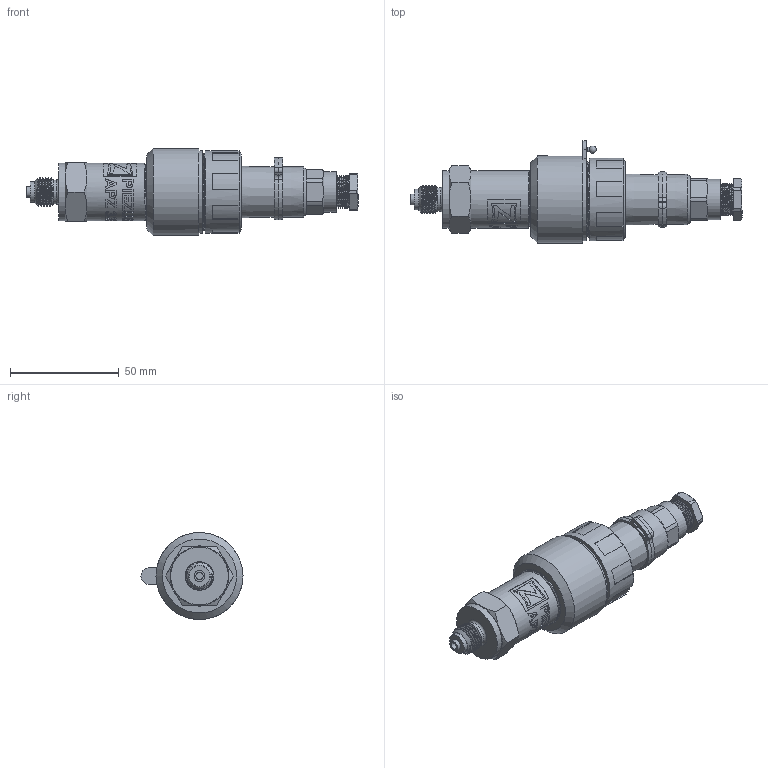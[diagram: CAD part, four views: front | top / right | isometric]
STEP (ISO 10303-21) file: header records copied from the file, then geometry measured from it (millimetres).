
FILE_DESCRIPTION(/* description */ (''),/* implementation_level */ '2;1');
FILE_NAME(/* name */ 'APZ3230_8_Buccaneer.step',/* time_stamp */ '2021-06-25T12:06:52+03:00',/* author */ (''),/* organization */ (''),/* preprocessor_version */ 'ST-DEVELOPER v18.1',/* originating_system */ 'Autodesk Translation Framework v10.9.0.1377',/* authorisation */ '');
FILE_SCHEMA (('AUTOMOTIVE_DESIGN { 1 0 10303 214 3 1 1 }'));
Products named in the file (9): АПЗ 3420 в.2; G 1/4 EN; Bucaneer assembly v5; Bucaneer male v11; px0735-p; px0735-p_1; Bucaneer female v5; px0736-s; px0736-s_2
Assembly tree (8 placements, depth 5):
  АПЗ 3420 в.2
    G 1/4 EN
    Bucaneer assembly v5
      Bucaneer male v11
        px0735-p
          px0735-p_1
      Bucaneer female v5
        px0736-s
          px0736-s_2
Bounding box: 152.59 x 46.89 x 40 mm (x, y, z)
Volume: 75561.8 mm3; surface area: 47811.4 mm2
Topology: 13 solids, 17 shells, 1683 faces, 4646 edges, 3056 vertices
Faces by surface type: plane 1012, bspline 299, cylinder 224, cone 123, torus 14, sphere 11
Full cylindrical faces by diameter (mm): 2.03 x1, 2.413 x4, 2.439 x6, 2.459 x2, 2.464 x2, 2.87 x4, 3 x4, 3.3 x1, 3.302 x6, 3.734 x2, 4.1 x6, 4.19 x2, 4.47 x2, 5 x1, 8.255 x1, 9.5 x1, 9.53 x2, 11 x1, 11.445 x4, 11.938 x1, 12.09 x1, 13.716 x1, 13.741 x5, 14.021 x1, 14.884 x6, 15.062 x9, 16.61 x1, 17 x1, 18 x1, 18.42 x1
Entity records: 88924 total; most frequent: CARTESIAN_POINT 48030, ORIENTED_EDGE 9266, DIRECTION 7092, EDGE_CURVE 4633, VERTEX_POINT 3056, LINE 2964, VECTOR 2964, AXIS2_PLACEMENT_3D 2064
